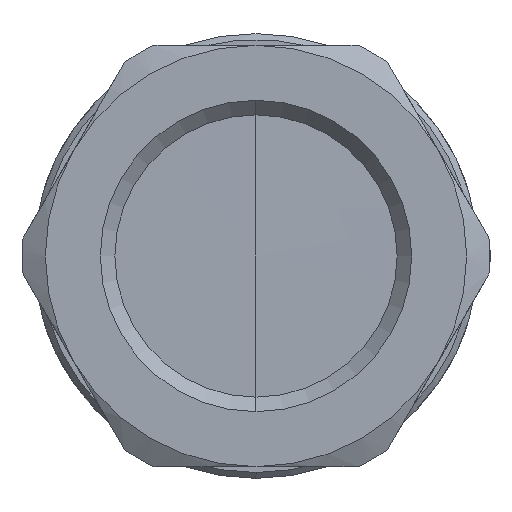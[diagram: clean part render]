
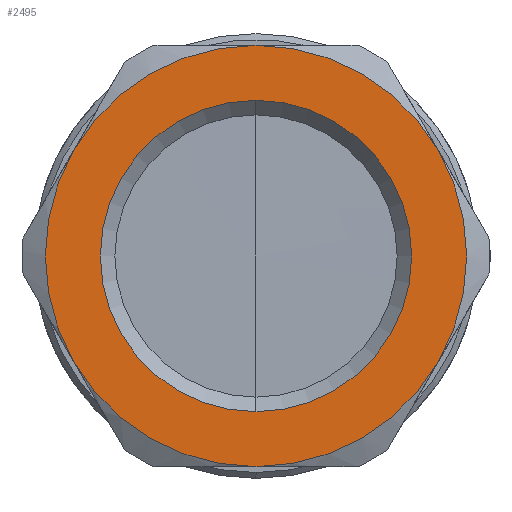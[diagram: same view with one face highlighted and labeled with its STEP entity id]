
A CAD part, left-side view. The second image highlights one B-rep face of the part: STEP entity #2495.
In plain terms, the highlighted planar face has unit normal (-1, 0, 0).
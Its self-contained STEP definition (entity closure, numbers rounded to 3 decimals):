
#651 = FACE_BOUND ( 'NONE', #970, .T. ) ;
#652 = FACE_OUTER_BOUND ( 'NONE', #971, .T. ) ;
#970 = EDGE_LOOP ( 'NONE', ( #4569, #4578 ) ) ;
#971 = EDGE_LOOP ( 'NONE', ( #4574, #4587, #4565, #4560, #4571, #4589 ) ) ;
#1327 = CIRCLE ( 'NONE', #4743, 13.3 ) ;
#1431 = CIRCLE ( 'NONE', #4781, 13.3 ) ;
#1523 = CIRCLE ( 'NONE', #4811, 18. ) ;
#1524 = CIRCLE ( 'NONE', #4812, 18. ) ;
#1572 = CIRCLE ( 'NONE', #4838, 18. ) ;
#1573 = CIRCLE ( 'NONE', #4839, 18. ) ;
#1577 = CIRCLE ( 'NONE', #4843, 18. ) ;
#1578 = CIRCLE ( 'NONE', #4844, 18. ) ;
#1628 = CARTESIAN_POINT ( 'NONE',  ( -22.2, 0., 0. ) ) ;
#1629 = DIRECTION ( 'NONE',  ( 1., 0., 0. ) ) ;
#1630 = DIRECTION ( 'NONE',  ( 0., 0., -1. ) ) ;
#1981 = CARTESIAN_POINT ( 'NONE',  ( -22.2, 0., 0. ) ) ;
#1982 = DIRECTION ( 'NONE',  ( 1., 0., 0. ) ) ;
#1983 = DIRECTION ( 'NONE',  ( 0., 0., -1. ) ) ;
#1984 = CARTESIAN_POINT ( 'NONE',  ( -22.2, 0., 0. ) ) ;
#1985 = DIRECTION ( 'NONE',  ( 1., 0., 0. ) ) ;
#1986 = DIRECTION ( 'NONE',  ( 0., 0., -1. ) ) ;
#2196 = CARTESIAN_POINT ( 'NONE',  ( -22.2, 0., 0. ) ) ;
#2197 = DIRECTION ( 'NONE',  ( 1., 0., 0. ) ) ;
#2198 = DIRECTION ( 'NONE',  ( 0., 0., -1. ) ) ;
#2199 = CARTESIAN_POINT ( 'NONE',  ( -22.2, 0., 0. ) ) ;
#2200 = DIRECTION ( 'NONE',  ( 1., 0., 0. ) ) ;
#2201 = DIRECTION ( 'NONE',  ( 0., 0., -1. ) ) ;
#2232 = CARTESIAN_POINT ( 'NONE',  ( -22.2, 0., 0. ) ) ;
#2233 = DIRECTION ( 'NONE',  ( 1., 0., 0. ) ) ;
#2234 = DIRECTION ( 'NONE',  ( 0., 0., -1. ) ) ;
#2235 = CARTESIAN_POINT ( 'NONE',  ( -22.2, 0., 0. ) ) ;
#2236 = DIRECTION ( 'NONE',  ( 1., 0., 0. ) ) ;
#2237 = DIRECTION ( 'NONE',  ( 0., 0., -1. ) ) ;
#2495 = ADVANCED_FACE ( 'NONE', ( #651, #652 ), #3604, .T. ) ;
#2952 = CARTESIAN_POINT ( 'NONE',  ( -22.2, 0., 0. ) ) ;
#2953 = DIRECTION ( 'NONE',  ( 1., 0., 0. ) ) ;
#2954 = DIRECTION ( 'NONE',  ( 0., 0., -1. ) ) ;
#3604 = PLANE ( 'NONE',  #4631 ) ;
#3605 = CARTESIAN_POINT ( 'NONE',  ( -22.2, 18., 0. ) ) ;
#3606 = DIRECTION ( 'NONE',  ( -1., 0., 0. ) ) ;
#3607 = DIRECTION ( 'NONE',  ( 0., 0., 1. ) ) ;
#3937 = EDGE_CURVE ( 'NONE', #5025, #5050, #1327, .T. ) ;
#4013 = EDGE_CURVE ( 'NONE', #5050, #5025, #1431, .T. ) ;
#4085 = EDGE_CURVE ( 'NONE', #5003, #5004, #1523, .T. ) ;
#4086 = EDGE_CURVE ( 'NONE', #5011, #5003, #1524, .T. ) ;
#4137 = EDGE_CURVE ( 'NONE', #5009, #5013, #1572, .T. ) ;
#4138 = EDGE_CURVE ( 'NONE', #5015, #5011, #1573, .T. ) ;
#4145 = EDGE_CURVE ( 'NONE', #5004, #5009, #1577, .T. ) ;
#4146 = EDGE_CURVE ( 'NONE', #5013, #5015, #1578, .T. ) ;
#4355 = CARTESIAN_POINT ( 'NONE',  ( -22.2, 15.588, -9. ) ) ;
#4356 = CARTESIAN_POINT ( 'NONE',  ( -22.2, 15.588, 9. ) ) ;
#4361 = CARTESIAN_POINT ( 'NONE',  ( -22.2, 0., 18. ) ) ;
#4363 = CARTESIAN_POINT ( 'NONE',  ( -22.2, 0., -18. ) ) ;
#4365 = CARTESIAN_POINT ( 'NONE',  ( -22.2, -15.588, 9. ) ) ;
#4367 = CARTESIAN_POINT ( 'NONE',  ( -22.2, -15.588, -9. ) ) ;
#4377 = CARTESIAN_POINT ( 'NONE',  ( -22.2, 0., -13.3 ) ) ;
#4402 = CARTESIAN_POINT ( 'NONE',  ( -22.2, 0., 13.3 ) ) ;
#4560 = ORIENTED_EDGE ( 'NONE', *, *, #4137, .F. ) ;
#4565 = ORIENTED_EDGE ( 'NONE', *, *, #4146, .F. ) ;
#4569 = ORIENTED_EDGE ( 'NONE', *, *, #4013, .T. ) ;
#4571 = ORIENTED_EDGE ( 'NONE', *, *, #4145, .F. ) ;
#4574 = ORIENTED_EDGE ( 'NONE', *, *, #4086, .F. ) ;
#4578 = ORIENTED_EDGE ( 'NONE', *, *, #3937, .T. ) ;
#4587 = ORIENTED_EDGE ( 'NONE', *, *, #4138, .F. ) ;
#4589 = ORIENTED_EDGE ( 'NONE', *, *, #4085, .F. ) ;
#4631 = AXIS2_PLACEMENT_3D ( 'NONE', #3605, #3606, #3607 ) ;
#4743 = AXIS2_PLACEMENT_3D ( 'NONE', #2952, #2953, #2954 ) ;
#4781 = AXIS2_PLACEMENT_3D ( 'NONE', #1628, #1629, #1630 ) ;
#4811 = AXIS2_PLACEMENT_3D ( 'NONE', #1981, #1982, #1983 ) ;
#4812 = AXIS2_PLACEMENT_3D ( 'NONE', #1984, #1985, #1986 ) ;
#4838 = AXIS2_PLACEMENT_3D ( 'NONE', #2196, #2197, #2198 ) ;
#4839 = AXIS2_PLACEMENT_3D ( 'NONE', #2199, #2200, #2201 ) ;
#4843 = AXIS2_PLACEMENT_3D ( 'NONE', #2232, #2233, #2234 ) ;
#4844 = AXIS2_PLACEMENT_3D ( 'NONE', #2235, #2236, #2237 ) ;
#5003 = VERTEX_POINT ( 'NONE', #4355 ) ;
#5004 = VERTEX_POINT ( 'NONE', #4356 ) ;
#5009 = VERTEX_POINT ( 'NONE', #4361 ) ;
#5011 = VERTEX_POINT ( 'NONE', #4363 ) ;
#5013 = VERTEX_POINT ( 'NONE', #4365 ) ;
#5015 = VERTEX_POINT ( 'NONE', #4367 ) ;
#5025 = VERTEX_POINT ( 'NONE', #4377 ) ;
#5050 = VERTEX_POINT ( 'NONE', #4402 ) ;
